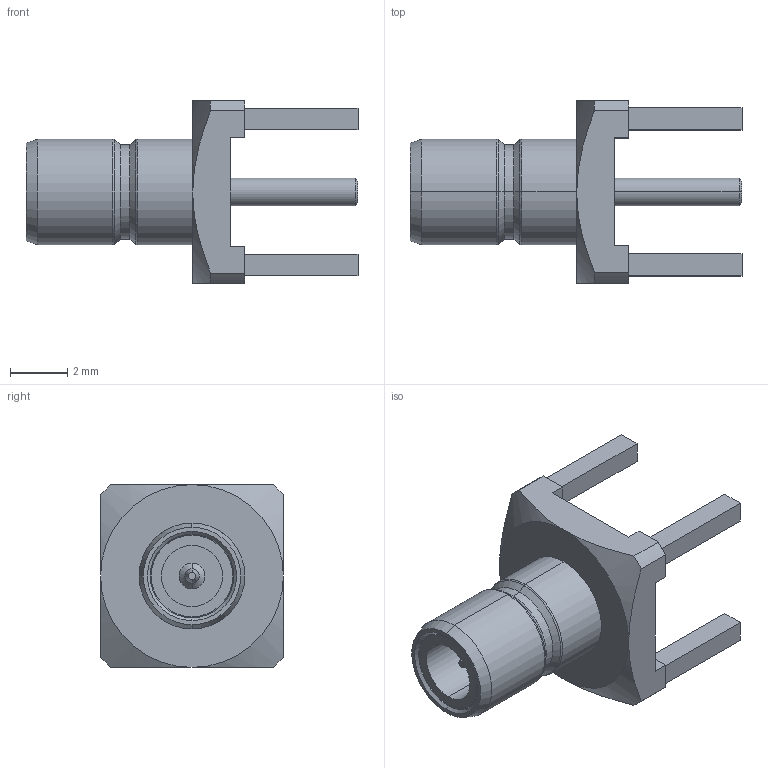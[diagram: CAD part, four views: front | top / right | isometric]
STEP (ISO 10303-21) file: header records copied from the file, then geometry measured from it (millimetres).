
FILE_DESCRIPTION (( 'STEP AP214' ), '1' );
FILE_NAME ('FMCN5234_3D.step', '2024-07-31T17:08:34', ( '' ), ( '' ), 'SwSTEP 2.0', 'SolidWorks 2022', '' );
FILE_SCHEMA (( 'AUTOMOTIVE_DESIGN' ));
Length unit declared in the file: inch
Products named in the file (4): Copy of 1_2^FMCN5234; Copy of 3_2^FMCN5234; FMCN5234_3D; Copy of 2_2^FMCN5234
Assembly tree (3 placements, depth 2):
  FMCN5234_3D
    Copy of 1_2^FMCN5234
    Copy of 2_2^FMCN5234
    Copy of 3_2^FMCN5234
Bounding box: 11.55 x 6.36 x 6.36 mm (x, y, z)
Volume: 112.2 mm3; surface area: 417.8 mm2
Topology: 3 solids, 3 shells, 107 faces, 238 edges, 146 vertices
Faces by surface type: plane 47, cylinder 32, cone 24, bspline 4
Entity records: 4567 total; most frequent: CARTESIAN_POINT 589, DIRECTION 534, ORIENTED_EDGE 476, EDGE_CURVE 238, AXIS2_PLACEMENT_3D 195, VERTEX_POINT 146, LINE 144, VECTOR 144
